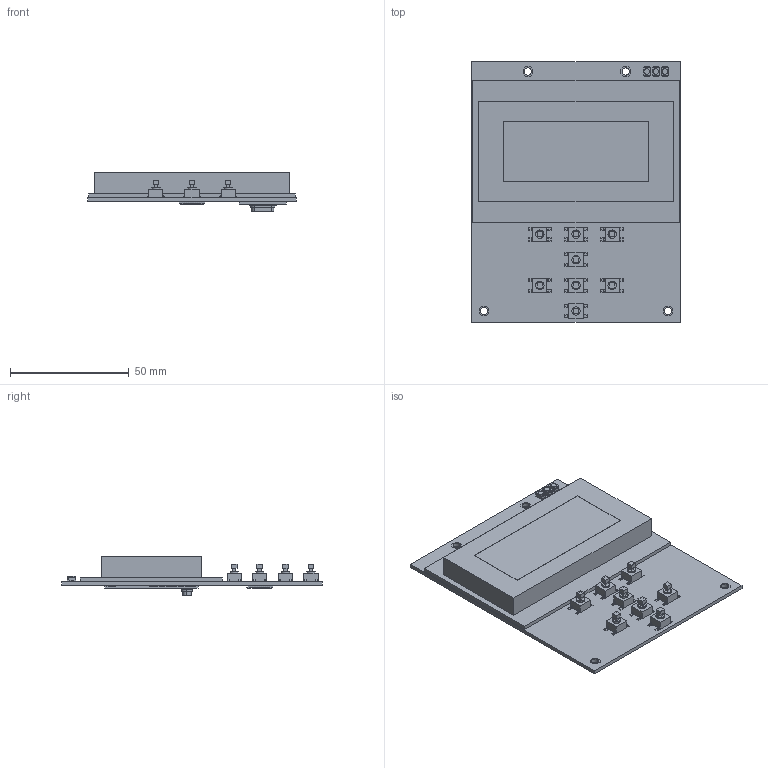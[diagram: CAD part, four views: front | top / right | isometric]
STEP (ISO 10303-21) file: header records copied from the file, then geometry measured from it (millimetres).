
FILE_DESCRIPTION (( 'STEP AP214' ), '1' );
FILE_NAME ('Fernsteuerung', '', ( '' ), ( '' ), 'STEP 3.0', 'TARGET 3001!', '' );
FILE_SCHEMA (( 'AUTOMOTIVE_DESIGN' ));
Length unit declared in the file: millimetre
Products named in the file (16): Fernsteuerung_Board; Fernsteuerung_PadsAndTracks; Fernsteuerung_IC1; Fernsteuerung_S1; Fernsteuerung_S2; Fernsteuerung_S3; Fernsteuerung_S4; Fernsteuerung_S5; Fernsteuerung_S6; Fernsteuerung_S7; Fernsteuerung_S8; Fernsteuerung_Display1; Fernsteuerung_D1; Fernsteuerung_D2; Fernsteuerung_D3; Fernsteuerung_IC2
Bounding box: 88 x 110 x 16.4 mm (x, y, z)
Volume: 57621.5 mm3; surface area: 50676.2 mm2
Topology: 728 solids, 728 shells, 5035 faces, 10737 edges, 7158 vertices
Faces by surface type: plane 4521, cylinder 514
Entity records: 109388 total; most frequent: ORIENTED_EDGE 21474, DIRECTION 14358, EDGE_CURVE 10737, LINE 9709, VECTOR 9452, CARTESIAN_POINT 7672, VERTEX_POINT 7158, EDGE_LOOP 5163
